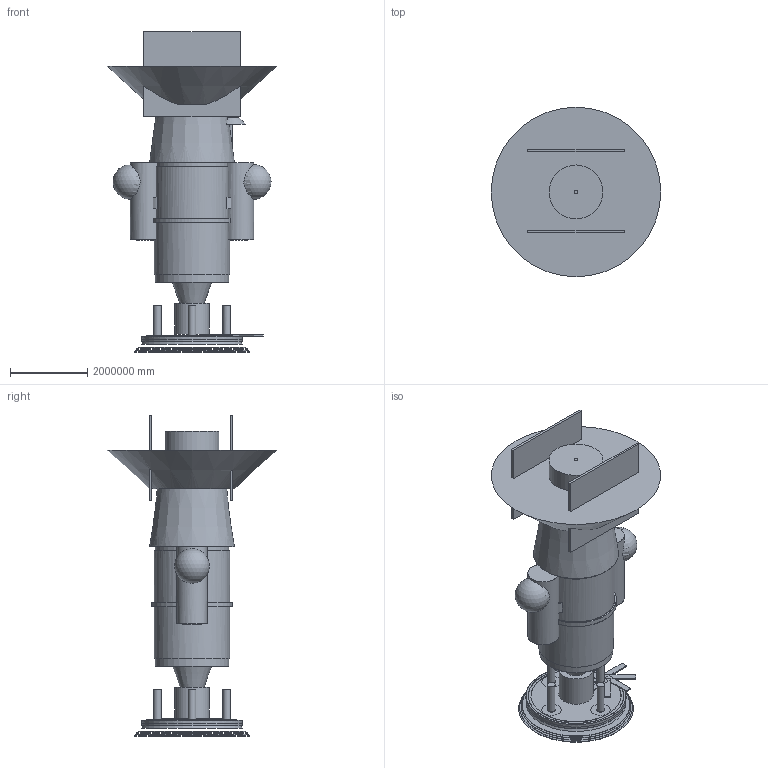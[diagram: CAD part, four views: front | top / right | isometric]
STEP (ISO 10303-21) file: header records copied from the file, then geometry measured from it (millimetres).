
FILE_DESCRIPTION(('FreeCAD Model'),'2;1');
FILE_NAME('Open CASCADE Shape Model','2025-11-20T14:07:34',('Author'),( ''),'Open CASCADE STEP processor 7.8','FreeCAD','Unknown');
FILE_SCHEMA(('AUTOMOTIVE_DESIGN { 1 0 10303 214 1 1 1 1 }'));
Length unit declared in the file: metre
Products named in the file (22): Hull_Shield; Shield_TPS; Hull_Base; Whipple_3; Whipple_4; Cockpit; Reactor_Shield; Reactor; Hab_Module; Collar; Radiators; Tanks; MLI_Layers; Deflectores; Antenna; Sensors; Docking; Beams; Landing; Whipple_1; Nave_DFD_XL_Solar_Manifold; Whipple_2
Bounding box: 4400000 x 4400000 x 8320000 mm (x, y, z)
Volume: 76349025213190275072 mm3; surface area: 482460247612121.9 mm2
Topology: 32 solids, 34 shells, 345 faces, 712 edges, 437 vertices
Faces by surface type: plane 253, cylinder 68, cone 14, sphere 10
Full cylindrical faces by diameter (mm): 80000 x1, 100000 x2, 200000 x8, 500000 x4, 800000 x4, 900000 x2, 1400000 x2, 1500000 x1, 1740000 x1, 1800000 x2, 1880000 x1, 1886000 x1, 1890000 x1, 1896000 x1, 1900000 x1, 1906000 x1, 1960000 x2, 2020000 x1, 2100000 x1, 2340000 x1, 2480000 x2, 2596000 x2, 2600000 x4, 2800000 x1, 2860000 x1, 2920000 x1, 2980000 x1
Entity records: 22908 total; most frequent: CARTESIAN_POINT 7831, DIRECTION 2782, ORIENTED_EDGE 1374, PCURVE 1374, DEFINITIONAL_REPRESENTATION 1374, LINE 1350, VECTOR 1350, EDGE_CURVE 687
